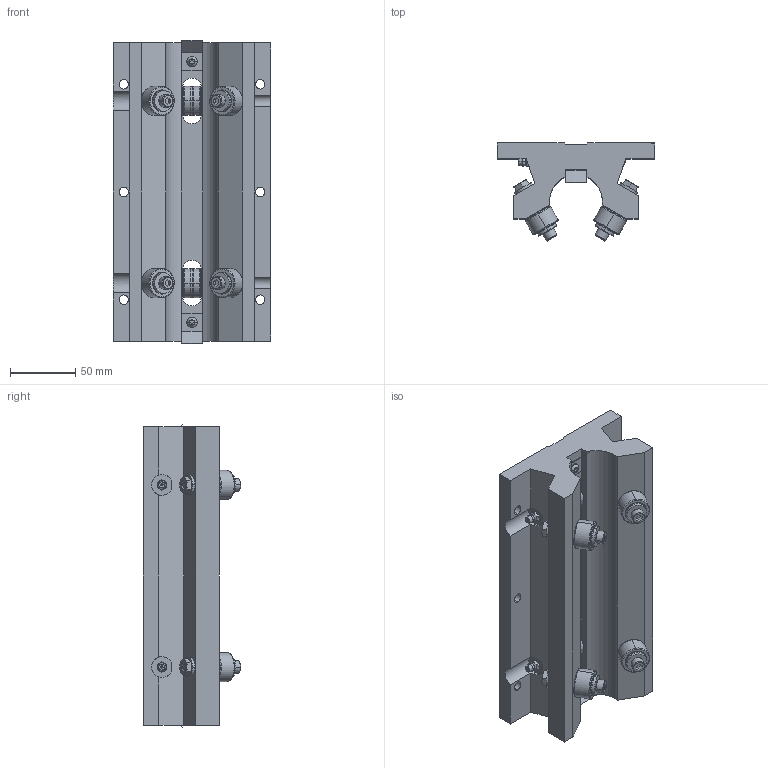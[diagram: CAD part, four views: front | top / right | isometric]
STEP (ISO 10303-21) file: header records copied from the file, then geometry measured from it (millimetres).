
FILE_DESCRIPTION (( 'STEP AP214' ), '1' );
FILE_NAME ('RollerBearing_6552EFED5B.step', '2021-09-27T14:22:03', ( 'localadmin' ), ( 'BOXX Technologies, Inc.' ), 'SwSTEP 2.0', 'SolidWorks 2019', '' );
FILE_SCHEMA (( 'AUTOMOTIVE_DESIGN' ));
Length unit declared in the file: inch
Products named in the file (3): QJ3DL7CVVF_CADModel_0; RollerBearing_6552EFED5B
Assembly tree (1 placements, depth 2):
  RollerBearing_6552EFED5B
    QJ3DL7CVVF_CADModel_0
  QJ3DL7CVVF_CADModel_0
Bounding box: 120.65 x 74.91 x 232.38 mm (x, y, z)
Volume: 864961.5 mm3; surface area: 150367.2 mm2
Topology: 34 solids, 34 shells, 901 faces, 2059 edges, 1292 vertices
Faces by surface type: cylinder 303, plane 300, cone 222, bspline 48, torus 16, sphere 12
Entity records: 40760 total; most frequent: CARTESIAN_POINT 7853, DIRECTION 4619, ORIENTED_EDGE 4058, EDGE_CURVE 2029, AXIS2_PLACEMENT_3D 1876, VERTEX_POINT 1286, EDGE_LOOP 1071, CIRCLE 1018
